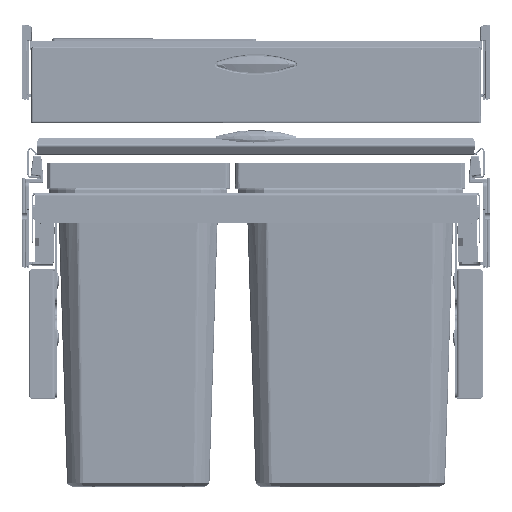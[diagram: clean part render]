
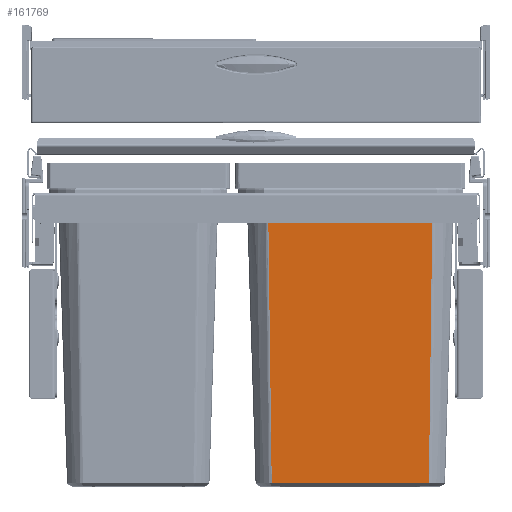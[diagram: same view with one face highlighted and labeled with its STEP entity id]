
A CAD part, top view. The second image highlights one B-rep face of the part: STEP entity #161769.
In plain terms, the highlighted planar face has unit normal (0, -0.031, 1).
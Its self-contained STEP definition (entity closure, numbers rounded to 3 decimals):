
#40400=EDGE_CURVE('9833',#86973,#86970,#86974,.T.);
#40452=EDGE_CURVE('9781',#86970,#87041,#87044,.T.);
#40454=EDGE_CURVE('9817',#87046,#87041,#87047,.T.);
#40456=EDGE_CURVE('9786',#86973,#87046,#87049,.T.);
#86970=VERTEX_POINT('',#160978);
#86973=VERTEX_POINT('',#160989);
#86974=LINE('',#160990,#160991);
#87041=VERTEX_POINT('',#161183);
#87044=B_SPLINE_CURVE_WITH_KNOTS('',3,(#161192,#161193,#161194,#161195,#161196,#161197),.UNSPECIFIED.,.F.,.F.,(4,1,1,4),(0.0,0.333,0.667,1.0),.UNSPECIFIED.);
#87046=VERTEX_POINT('',#161200);
#87047=LINE('',#161201,#161202);
#87049=B_SPLINE_CURVE_WITH_KNOTS('',3,(#161205,#161206,#161207,#161208,#161209,#161210),.UNSPECIFIED.,.F.,.F.,(4,1,1,4),(0.0,0.333,0.667,1.0),.UNSPECIFIED.);
#160978=CARTESIAN_POINT('',(11.871,9.8,-11.429));
#160989=CARTESIAN_POINT('',(176.729,9.8,-11.429));
#160990=CARTESIAN_POINT('',(176.729,9.8,-11.429));
#160991=VECTOR('',#239116,164.857);
#161183=CARTESIAN_POINT('',(15.72,-290.329,-20.784));
#161192=CARTESIAN_POINT('',(11.871,9.8,-11.429));
#161193=CARTESIAN_POINT('',(12.317,-25.284,-12.522));
#161194=CARTESIAN_POINT('',(13.196,-94.295,-14.673));
#161195=CARTESIAN_POINT('',(14.478,-194.335,-17.792));
#161196=CARTESIAN_POINT('',(15.309,-258.716,-19.799));
#161197=CARTESIAN_POINT('',(15.72,-290.329,-20.784));
#161200=CARTESIAN_POINT('',(172.88,-290.329,-20.784));
#161201=CARTESIAN_POINT('',(172.88,-290.329,-20.784));
#161202=VECTOR('',#239128,157.161);
#161205=CARTESIAN_POINT('',(176.729,9.8,-11.429));
#161206=CARTESIAN_POINT('',(176.283,-25.284,-12.522));
#161207=CARTESIAN_POINT('',(175.404,-94.295,-14.673));
#161208=CARTESIAN_POINT('',(174.122,-194.335,-17.792));
#161209=CARTESIAN_POINT('',(173.291,-258.716,-19.799));
#161210=CARTESIAN_POINT('',(172.88,-290.329,-20.784));
#161769=ADVANCED_FACE('7138',(#239490),#239491,.T.);
#239116=DIRECTION('',(-1.0,0.0,0.0));
#239128=DIRECTION('',(-1.0,0.0,0.0));
#239490=FACE_OUTER_BOUND('',#280119,.T.);
#239491=PLANE('',#280120);
#280119=EDGE_LOOP('',(#316362,#316363,#316364,#316365));
#280120=AXIS2_PLACEMENT_3D('',#316366,#316367,#316368);
#316362=ORIENTED_EDGE('',*,*,#40454,.F.);
#316363=ORIENTED_EDGE('',*,*,#40456,.F.);
#316364=ORIENTED_EDGE('',*,*,#40400,.T.);
#316365=ORIENTED_EDGE('',*,*,#40452,.T.);
#316366=CARTESIAN_POINT('',(94.3,-130.469,-15.801));
#316367=DIRECTION('',(0.0,-0.031,1.));
#316368=DIRECTION('',(1.0,0.0,0.0));
